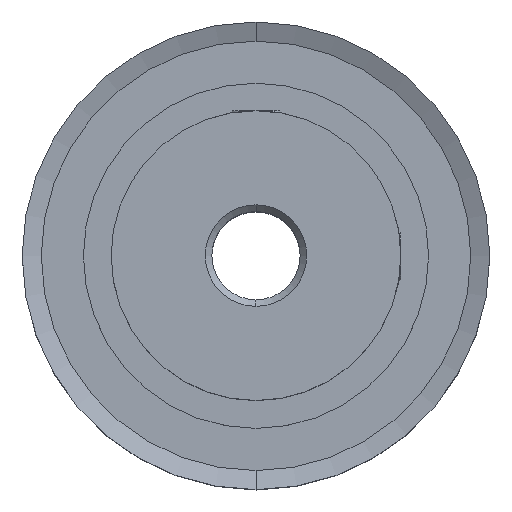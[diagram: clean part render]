
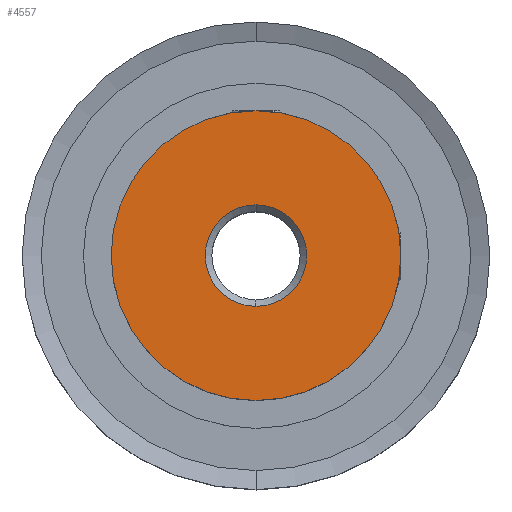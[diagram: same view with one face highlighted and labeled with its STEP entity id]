
A CAD part, top view. The second image highlights one B-rep face of the part: STEP entity #4557.
In plain terms, the highlighted planar face has unit normal (0, 0, 1).
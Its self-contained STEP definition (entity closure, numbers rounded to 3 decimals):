
#14=CARTESIAN_POINT('',(0.,0.,7.8));
#15=DIRECTION('',(0.,0.,1.));
#16=DIRECTION('',(0.,1.,0.));
#17=AXIS2_PLACEMENT_3D('',#14,#15,#16);
#19=CARTESIAN_POINT('',(0.,0.,7.8));
#20=DIRECTION('',(0.,0.,-1.));
#21=DIRECTION('',(0.,1.,0.));
#22=AXIS2_PLACEMENT_3D('',#19,#20,#21);
#29=CARTESIAN_POINT('',(0.,0.,7.8));
#30=DIRECTION('',(0.,0.,-1.));
#31=DIRECTION('',(0.,1.,0.));
#32=AXIS2_PLACEMENT_3D('',#29,#30,#31);
#3313=CARTESIAN_POINT('',(0.,0.,7.8));
#3314=DIRECTION('',(0.,0.,1.));
#3315=DIRECTION('',(0.,1.,0.));
#3316=AXIS2_PLACEMENT_3D('',#3313,#3314,#3315);
#3628=CARTESIAN_POINT('',(0.,9.85,7.8));
#3629=CARTESIAN_POINT('',(0.,-9.85,7.8));
#3630=VERTEX_POINT('',#3628);
#3631=VERTEX_POINT('',#3629);
#4048=CARTESIAN_POINT('',(0.,3.45,7.8));
#4049=CARTESIAN_POINT('',(0.,-3.45,7.8));
#4050=VERTEX_POINT('',#4048);
#4051=VERTEX_POINT('',#4049);
#4540=CARTESIAN_POINT('',(0.,0.,7.8));
#4541=DIRECTION('',(0.,0.,-1.));
#4542=DIRECTION('',(0.,-1.,0.));
#4543=AXIS2_PLACEMENT_3D('',#4540,#4541,#4542);
#4544=PLANE('',#4543);
#4546=ORIENTED_EDGE('',*,*,#4545,.F.);
#4548=ORIENTED_EDGE('',*,*,#4547,.T.);
#4549=EDGE_LOOP('',(#4546,#4548));
#4550=FACE_OUTER_BOUND('',#4549,.F.);
#4552=ORIENTED_EDGE('',*,*,#4551,.F.);
#4554=ORIENTED_EDGE('',*,*,#4553,.T.);
#4555=EDGE_LOOP('',(#4552,#4554));
#4556=FACE_BOUND('',#4555,.F.);
#18=CIRCLE('',#17,9.85);
#23=CIRCLE('',#22,9.85);
#33=CIRCLE('',#32,3.45);
#3317=CIRCLE('',#3316,3.45);
#4545=EDGE_CURVE('',#3630,#3631,#18,.T.);
#4547=EDGE_CURVE('',#3630,#3631,#23,.T.);
#4551=EDGE_CURVE('',#4050,#4051,#33,.T.);
#4553=EDGE_CURVE('',#4050,#4051,#3317,.T.);
#4557=ADVANCED_FACE('',(#4550,#4556),#4544,.F.);
